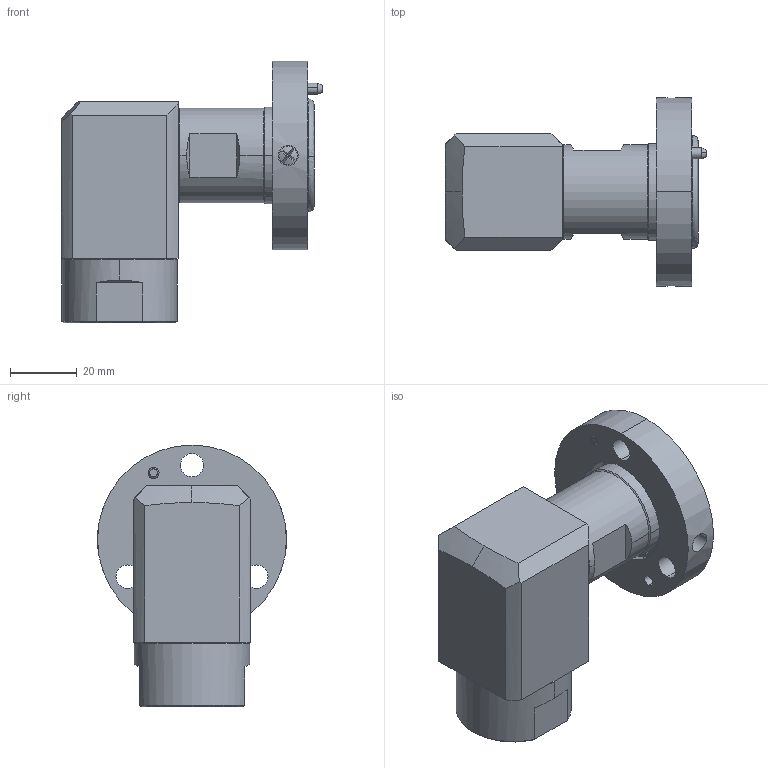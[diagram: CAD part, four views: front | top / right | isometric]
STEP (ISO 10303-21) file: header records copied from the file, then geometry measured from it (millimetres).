
FILE_DESCRIPTION (( 'STEP AP203' ), '1' );
FILE_NAME ('3190-6442.STEP', '2017-12-15T08:38:17', ( '' ), ( '' ), 'SwSTEP 2.0', 'SolidWorks 2017', '' );
FILE_SCHEMA (( 'CONFIG_CONTROL_DESIGN' ));
Length unit declared in the file: millimetre
Products named in the file (1): 3190-6442
Bounding box: 78.3 x 56.5 x 78.35 mm (x, y, z)
Volume: 85595.5 mm3; surface area: 41765 mm2
Topology: 1 solids, 78 shells, 1281 faces, 3315 edges, 2060 vertices
Faces by surface type: cone 757, cylinder 301, plane 160, bspline 63
Entity records: 41180 total; most frequent: CARTESIAN_POINT 9117, DIRECTION 7166, ORIENTED_EDGE 6610, EDGE_CURVE 3305, AXIS2_PLACEMENT_3D 2973, VERTEX_POINT 2060, CIRCLE 1754, EDGE_LOOP 1359
